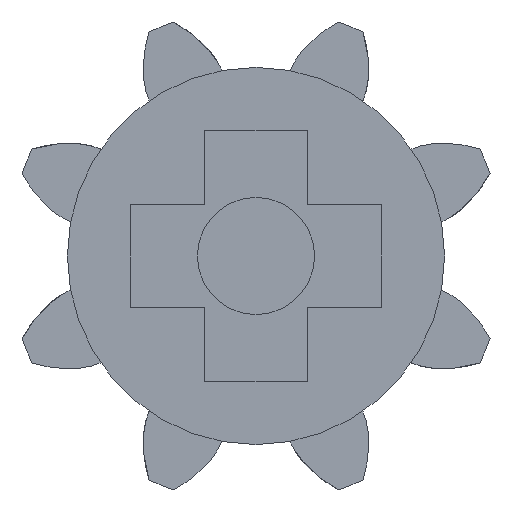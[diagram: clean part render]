
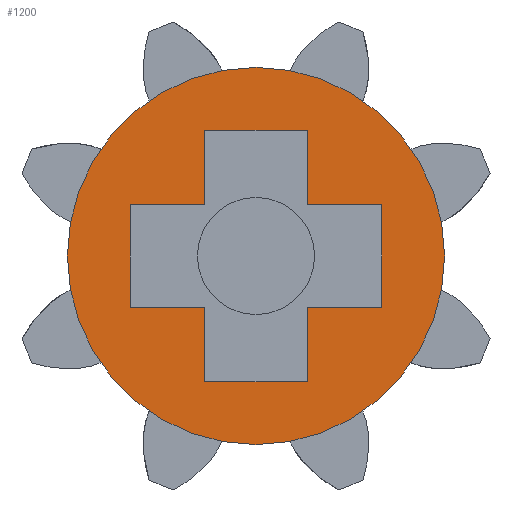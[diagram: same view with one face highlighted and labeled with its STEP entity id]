
A CAD part, front view. The second image highlights one B-rep face of the part: STEP entity #1200.
In plain terms, the highlighted planar face has unit normal (0, -1, 0).
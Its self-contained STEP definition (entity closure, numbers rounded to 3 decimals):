
#63=FACE_BOUND('',#156,.T.);
#67=PLANE('',#1285);
#86=FACE_OUTER_BOUND('',#155,.T.);
#155=EDGE_LOOP('',(#790));
#156=EDGE_LOOP('',(#791,#792,#793,#794,#795,#796,#797,#798,#799,#800,#801,
#802));
#228=LINE('',#1752,#315);
#229=LINE('',#1754,#316);
#230=LINE('',#1756,#317);
#231=LINE('',#1758,#318);
#232=LINE('',#1760,#319);
#233=LINE('',#1762,#320);
#234=LINE('',#1764,#321);
#235=LINE('',#1766,#322);
#236=LINE('',#1768,#323);
#237=LINE('',#1770,#324);
#238=LINE('',#1772,#325);
#239=LINE('',#1773,#326);
#315=VECTOR('',#1418,10.);
#316=VECTOR('',#1419,10.);
#317=VECTOR('',#1420,10.);
#318=VECTOR('',#1421,10.);
#319=VECTOR('',#1422,10.);
#320=VECTOR('',#1423,10.);
#321=VECTOR('',#1424,10.);
#322=VECTOR('',#1425,10.);
#323=VECTOR('',#1426,10.);
#324=VECTOR('',#1427,10.);
#325=VECTOR('',#1428,10.);
#326=VECTOR('',#1429,10.);
#403=CIRCLE('',#1286,2.85);
#473=VERTEX_POINT('',#1748);
#474=VERTEX_POINT('',#1750);
#475=VERTEX_POINT('',#1751);
#476=VERTEX_POINT('',#1753);
#477=VERTEX_POINT('',#1755);
#478=VERTEX_POINT('',#1757);
#479=VERTEX_POINT('',#1759);
#480=VERTEX_POINT('',#1761);
#481=VERTEX_POINT('',#1763);
#482=VERTEX_POINT('',#1765);
#483=VERTEX_POINT('',#1767);
#484=VERTEX_POINT('',#1769);
#485=VERTEX_POINT('',#1771);
#600=EDGE_CURVE('',#473,#473,#403,.T.);
#601=EDGE_CURVE('',#474,#475,#228,.T.);
#602=EDGE_CURVE('',#475,#476,#229,.T.);
#603=EDGE_CURVE('',#476,#477,#230,.T.);
#604=EDGE_CURVE('',#477,#478,#231,.T.);
#605=EDGE_CURVE('',#478,#479,#232,.T.);
#606=EDGE_CURVE('',#479,#480,#233,.T.);
#607=EDGE_CURVE('',#480,#481,#234,.T.);
#608=EDGE_CURVE('',#481,#482,#235,.T.);
#609=EDGE_CURVE('',#482,#483,#236,.T.);
#610=EDGE_CURVE('',#483,#484,#237,.T.);
#611=EDGE_CURVE('',#484,#485,#238,.T.);
#612=EDGE_CURVE('',#485,#474,#239,.T.);
#790=ORIENTED_EDGE('',*,*,#600,.F.);
#791=ORIENTED_EDGE('',*,*,#601,.T.);
#792=ORIENTED_EDGE('',*,*,#602,.T.);
#793=ORIENTED_EDGE('',*,*,#603,.T.);
#794=ORIENTED_EDGE('',*,*,#604,.T.);
#795=ORIENTED_EDGE('',*,*,#605,.T.);
#796=ORIENTED_EDGE('',*,*,#606,.T.);
#797=ORIENTED_EDGE('',*,*,#607,.T.);
#798=ORIENTED_EDGE('',*,*,#608,.T.);
#799=ORIENTED_EDGE('',*,*,#609,.T.);
#800=ORIENTED_EDGE('',*,*,#610,.T.);
#801=ORIENTED_EDGE('',*,*,#611,.T.);
#802=ORIENTED_EDGE('',*,*,#612,.T.);
#1200=ADVANCED_FACE('',(#86,#63),#67,.F.);
#1285=AXIS2_PLACEMENT_3D('',#1747,#1414,#1415);
#1286=AXIS2_PLACEMENT_3D('',#1749,#1416,#1417);
#1414=DIRECTION('center_axis',(0.,1.,0.));
#1415=DIRECTION('ref_axis',(-1.,0.,0.));
#1416=DIRECTION('center_axis',(0.,1.,0.));
#1417=DIRECTION('ref_axis',(-1.,0.,0.));
#1418=DIRECTION('',(0.,0.,-1.));
#1419=DIRECTION('',(1.,0.,0.));
#1420=DIRECTION('',(0.,0.,-1.));
#1421=DIRECTION('',(-1.,0.,0.));
#1422=DIRECTION('',(0.,0.,-1.));
#1423=DIRECTION('',(-1.,0.,0.));
#1424=DIRECTION('',(0.,0.,1.));
#1425=DIRECTION('',(-1.,0.,0.));
#1426=DIRECTION('',(0.,0.,1.));
#1427=DIRECTION('',(1.,0.,0.));
#1428=DIRECTION('',(0.,0.,1.));
#1429=DIRECTION('',(1.,0.,0.));
#1747=CARTESIAN_POINT('Origin',(0.,-17.21,0.));
#1748=CARTESIAN_POINT('',(2.85,-17.21,0.));
#1749=CARTESIAN_POINT('Origin',(0.,-17.21,0.));
#1750=CARTESIAN_POINT('',(0.775,-17.21,1.9));
#1751=CARTESIAN_POINT('',(0.775,-17.21,0.775));
#1752=CARTESIAN_POINT('',(0.775,-17.21,1.9));
#1753=CARTESIAN_POINT('',(1.9,-17.21,0.775));
#1754=CARTESIAN_POINT('',(0.775,-17.21,0.775));
#1755=CARTESIAN_POINT('',(1.9,-17.21,-0.775));
#1756=CARTESIAN_POINT('',(1.9,-17.21,0.775));
#1757=CARTESIAN_POINT('',(0.775,-17.21,-0.775));
#1758=CARTESIAN_POINT('',(1.9,-17.21,-0.775));
#1759=CARTESIAN_POINT('',(0.775,-17.21,-1.9));
#1760=CARTESIAN_POINT('',(0.775,-17.21,-0.775));
#1761=CARTESIAN_POINT('',(-0.775,-17.21,-1.9));
#1762=CARTESIAN_POINT('',(0.775,-17.21,-1.9));
#1763=CARTESIAN_POINT('',(-0.775,-17.21,-0.775));
#1764=CARTESIAN_POINT('',(-0.775,-17.21,-1.9));
#1765=CARTESIAN_POINT('',(-1.9,-17.21,-0.775));
#1766=CARTESIAN_POINT('',(-0.775,-17.21,-0.775));
#1767=CARTESIAN_POINT('',(-1.9,-17.21,0.775));
#1768=CARTESIAN_POINT('',(-1.9,-17.21,-0.775));
#1769=CARTESIAN_POINT('',(-0.775,-17.21,0.775));
#1770=CARTESIAN_POINT('',(-1.9,-17.21,0.775));
#1771=CARTESIAN_POINT('',(-0.775,-17.21,1.9));
#1772=CARTESIAN_POINT('',(-0.775,-17.21,0.775));
#1773=CARTESIAN_POINT('',(-0.775,-17.21,1.9));
